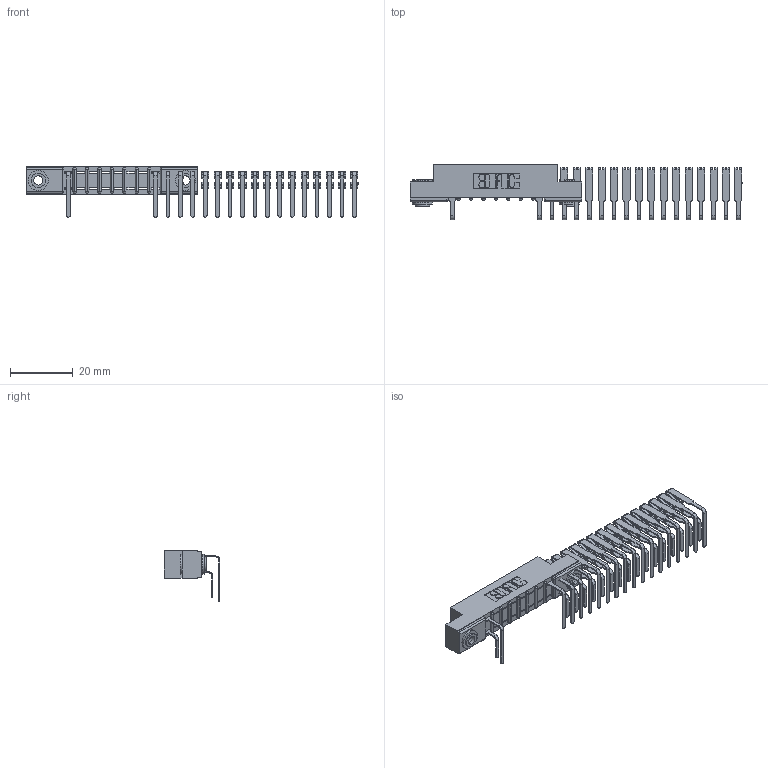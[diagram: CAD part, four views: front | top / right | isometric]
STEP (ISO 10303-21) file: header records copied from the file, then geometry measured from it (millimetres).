
FILE_DESCRIPTION (( 'STEP AP203' ), '1' );
FILE_NAME ('357-024-559-103.STEP', '2018-08-09T00:23:01', ( '' ), ( '' ), 'SwSTEP 2.0', 'SolidWorks 2016', '' );
FILE_SCHEMA (( 'CONFIG_CONTROL_DESIGN' ));
Length unit declared in the file: inch
Products named in the file (5): 345-250-002_345-250-002-102; 357-024-559-103; 307 Part_.156 Dia Mounting Holes; 307-290-001_558 559 - 1 (Single); 307-290-001_559 - 2 (Single)
Assembly tree (38 placements, depth 2):
  357-024-559-103
    307 Part_.156 Dia Mounting Holes
    307-290-001_558 559 - 1 (Single)  x17
    307-290-001_559 - 2 (Single)  x18
    345-250-002_345-250-002-102  x2
Bounding box: 105.75 x 17.69 x 16.08 mm (x, y, z)
Volume: 3984.4 mm3; surface area: 8890.8 mm2
Topology: 38 solids, 38 shells, 1739 faces, 4797 edges, 3122 vertices
Faces by surface type: plane 1135, cylinder 578, sphere 18, cone 8
Entity records: 14426 total; most frequent: DIRECTION 2275, CARTESIAN_POINT 2274, ORIENTED_EDGE 2222, EDGE_CURVE 1111, VECTOR 829, LINE 829, AXIS2_PLACEMENT_3D 723, VERTEX_POINT 722
